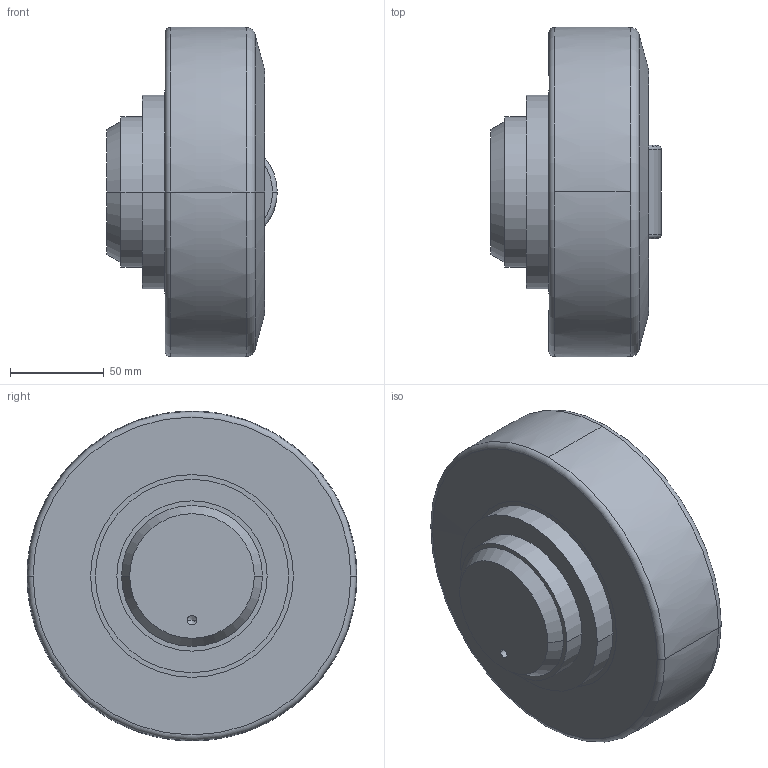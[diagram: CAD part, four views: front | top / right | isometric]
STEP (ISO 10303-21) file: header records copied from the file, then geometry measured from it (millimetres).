
FILE_DESCRIPTION(('STEP AP203'),'1');
FILE_NAME('pr_4_064.stp','2024-06-18T13:01:35',('TraceParts'),('TraceParts S.A.'),'Spatial InterOp 3D',' ',' ');
FILE_SCHEMA(('CONFIG_CONTROL_DESIGN'));
Length unit declared in the file: millimetre
Products named in the file (1): 1
Bounding box: 90.75 x 175.51 x 175.66 mm (x, y, z)
Volume: 1437417.7 mm3; surface area: 87242.4 mm2
Topology: 1 solids, 1 shells, 66 faces, 152 edges, 95 vertices
Faces by surface type: cylinder 26, plane 21, torus 13, cone 6
Entity records: 2024 total; most frequent: CARTESIAN_POINT 464, DIRECTION 346, ORIENTED_EDGE 292, AXIS2_PLACEMENT_3D 149, EDGE_CURVE 146, VERTEX_POINT 95, CIRCLE 82, EDGE_LOOP 79
